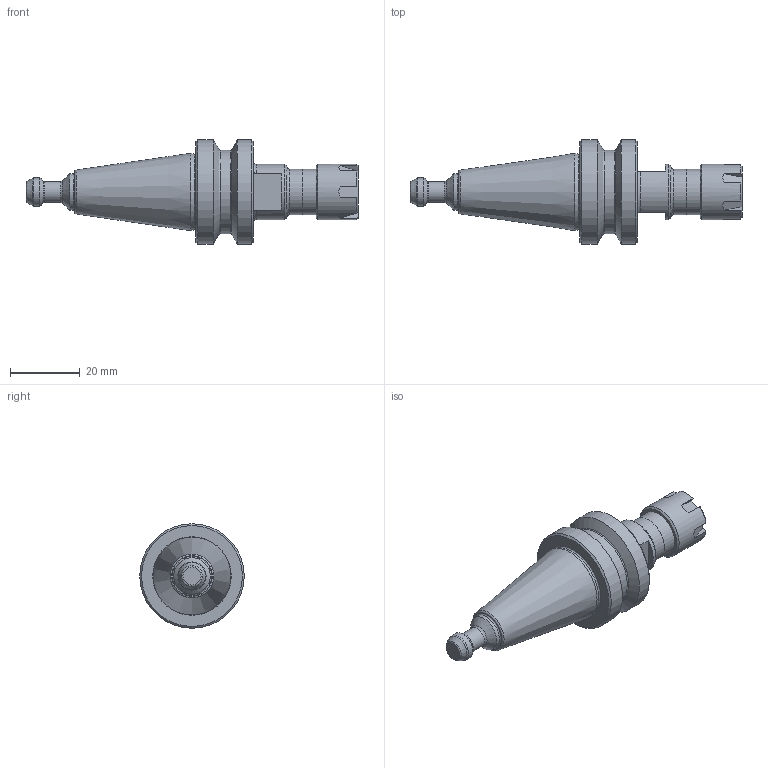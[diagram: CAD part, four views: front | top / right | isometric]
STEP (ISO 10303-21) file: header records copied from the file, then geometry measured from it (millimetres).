
FILE_DESCRIPTION( ( 'Unknown' ), '1' );
FILE_NAME( '242011116-a.stp', 'Unknown', ( 'Unknown' ), ( 'Unknown' ), 'PSStep 15.0.49', 'Unknown', ' ' );
FILE_SCHEMA( ( 'AUTOMOTIVE_DESIGN { 1 0 10303 214 1 1 1 1 }' ) );
Length unit declared in the file: millimetre
Products named in the file (2): 1; 2
Bounding box: 95.4 x 30 x 30 mm (x, y, z)
Volume: 21693.1 mm3; surface area: 8515.2 mm2
Topology: 2 solids, 2 shells, 84 faces, 197 edges, 123 vertices
Faces by surface type: plane 32, cone 22, torus 15, cylinder 15
Full cylindrical faces by diameter (mm): 6 x1, 7.5 x1, 8.1 x1, 9 x1, 10.44 x1, 10.5 x1, 12.188 x1, 13 x2, 13.3 x1, 16 x2, 24 x1, 30 x2
Entity records: 2820 total; most frequent: CARTESIAN_POINT 414, DIRECTION 372, ORIENTED_EDGE 282, AXIS2_PLACEMENT_3D 161, EDGE_CURVE 141, EDGE_LOOP 136, VERTEX_POINT 113, FACE_OUTER_BOUND 112
